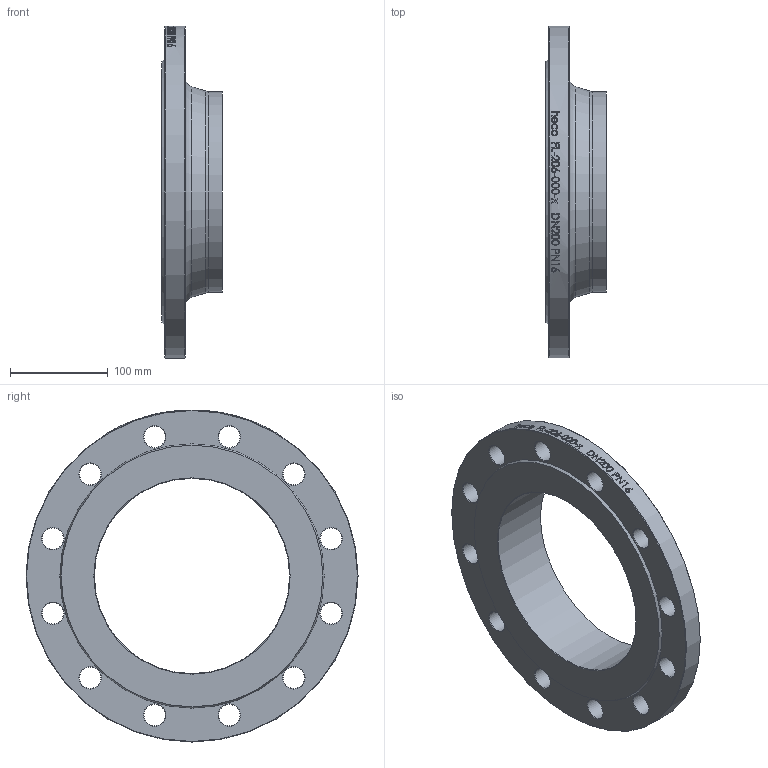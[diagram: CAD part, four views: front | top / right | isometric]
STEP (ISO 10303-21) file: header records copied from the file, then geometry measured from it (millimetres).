
FILE_DESCRIPTION (( 'STEP AP214' ), '1' );
FILE_NAME ('FL-206-000-x Vorschweissflansch DN200 PN16 metric DIN2633 2009.STEP', '2020-09-18T10:05:53', ( '' ), ( '' ), 'SwSTEP 2.0', 'SolidWorks 2019', '' );
FILE_SCHEMA (( 'AUTOMOTIVE_DESIGN' ));
Length unit declared in the file: millimetre
Products named in the file (1): FL-206-000-x Vorschweissflansch DN200 PN16 metric DIN2633 2009
Bounding box: 62 x 340 x 340 mm (x, y, z)
Volume: 1355545.4 mm3; surface area: 208500.3 mm2
Topology: 1 solids, 1 shells, 87 faces, 368 edges, 321 vertices
Faces by surface type: cylinder 52, cone 29, plane 4, torus 2
Full cylindrical faces by diameter (mm): 22 x12, 200 x1, 206 x1, 340 x1
Entity records: 10026 total; most frequent: CARTESIAN_POINT 6952, ORIENTED_EDGE 610, DIRECTION 432, EDGE_CURVE 305, VERTEX_POINT 305, EDGE_LOOP 198, AXIS2_PLACEMENT_3D 198, B_SPLINE_CURVE_WITH_KNOTS 159
